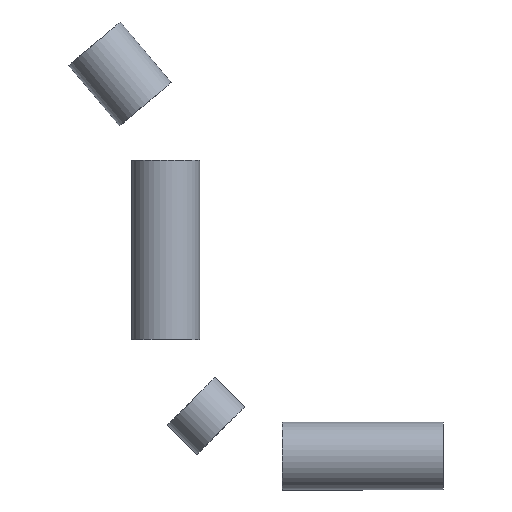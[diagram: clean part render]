
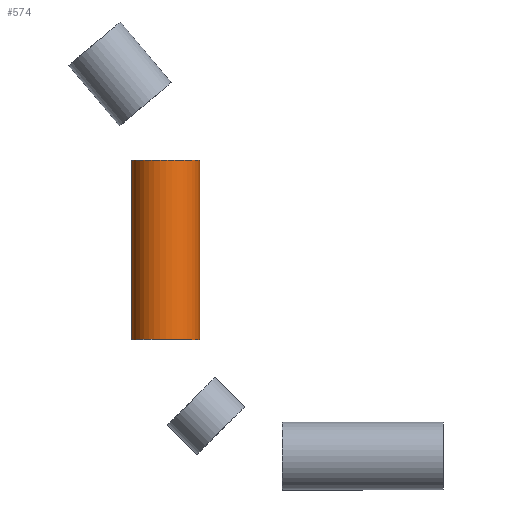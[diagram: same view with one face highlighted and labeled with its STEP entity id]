
A CAD part, top view. The second image highlights one B-rep face of the part: STEP entity #574.
In plain terms, the highlighted cylindrical face has radius 44.45 mm (diameter 88.9 mm), a partial arc.
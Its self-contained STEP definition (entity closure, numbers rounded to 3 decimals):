
#9 = CARTESIAN_POINT ( 'NONE',  ( -214.745, 153.391, 0. ) ) ;
#36 = DIRECTION ( 'NONE',  ( 0., -1., 0. ) ) ;
#37 = DIRECTION ( 'NONE',  ( -1., 0., 0. ) ) ;
#41 = DIRECTION ( 'NONE',  ( 0., -1., 0. ) ) ;
#63 = CARTESIAN_POINT ( 'NONE',  ( -259.195, 153.391, 0. ) ) ;
#64 = FACE_OUTER_BOUND ( 'NONE', #78, .T. ) ;
#78 = EDGE_LOOP ( 'NONE', ( #82, #613, #258, #712 ) ) ;
#82 = ORIENTED_EDGE ( 'NONE', *, *, #513, .F. ) ;
#83 = AXIS2_PLACEMENT_3D ( 'NONE', #63, #521, #37 ) ;
#87 = VERTEX_POINT ( 'NONE', #691 ) ;
#89 = CARTESIAN_POINT ( 'NONE',  ( -214.745, 389.15, 0. ) ) ;
#110 = CARTESIAN_POINT ( 'NONE',  ( -214.745, 389.15, 0. ) ) ;
#132 = CIRCLE ( 'NONE', #83, 44.45 ) ;
#134 = CARTESIAN_POINT ( 'NONE',  ( -303.645, 153.391, 0. ) ) ;
#184 = DIRECTION ( 'NONE',  ( 1., 0., 0. ) ) ;
#195 = CARTESIAN_POINT ( 'NONE',  ( -259.195, 389.15, 0. ) ) ;
#196 = EDGE_CURVE ( 'NONE', #640, #582, #132, .T. ) ;
#251 = AXIS2_PLACEMENT_3D ( 'NONE', #195, #523, #184 ) ;
#254 = VECTOR ( 'NONE', #36, 1000. ) ;
#255 = EDGE_CURVE ( 'NONE', #402, #582, #495, .T. ) ;
#258 = ORIENTED_EDGE ( 'NONE', *, *, #196, .T. ) ;
#325 = AXIS2_PLACEMENT_3D ( 'NONE', #418, #586, #357 ) ;
#357 = DIRECTION ( 'NONE',  ( -1., 0., 0. ) ) ;
#382 = LINE ( 'NONE', #439, #254 ) ;
#402 = VERTEX_POINT ( 'NONE', #110 ) ;
#418 = CARTESIAN_POINT ( 'NONE',  ( -259.195, 389.15, 0. ) ) ;
#439 = CARTESIAN_POINT ( 'NONE',  ( -303.645, 389.15, 0. ) ) ;
#448 = VECTOR ( 'NONE', #41, 1000. ) ;
#465 = CIRCLE ( 'NONE', #325, 44.45 ) ;
#495 = LINE ( 'NONE', #89, #448 ) ;
#513 = EDGE_CURVE ( 'NONE', #87, #402, #465, .T. ) ;
#521 = DIRECTION ( 'NONE',  ( 0., 1., 0. ) ) ;
#523 = DIRECTION ( 'NONE',  ( 0., -1., 0. ) ) ;
#574 = ADVANCED_FACE ( 'NONE', ( #64 ), #696, .T. ) ;
#582 = VERTEX_POINT ( 'NONE', #9 ) ;
#586 = DIRECTION ( 'NONE',  ( 0., 1., 0. ) ) ;
#613 = ORIENTED_EDGE ( 'NONE', *, *, #713, .T. ) ;
#640 = VERTEX_POINT ( 'NONE', #134 ) ;
#691 = CARTESIAN_POINT ( 'NONE',  ( -303.645, 389.15, 0. ) ) ;
#696 = CYLINDRICAL_SURFACE ( 'NONE', #251, 44.45 ) ;
#712 = ORIENTED_EDGE ( 'NONE', *, *, #255, .F. ) ;
#713 = EDGE_CURVE ( 'NONE', #87, #640, #382, .T. ) ;
